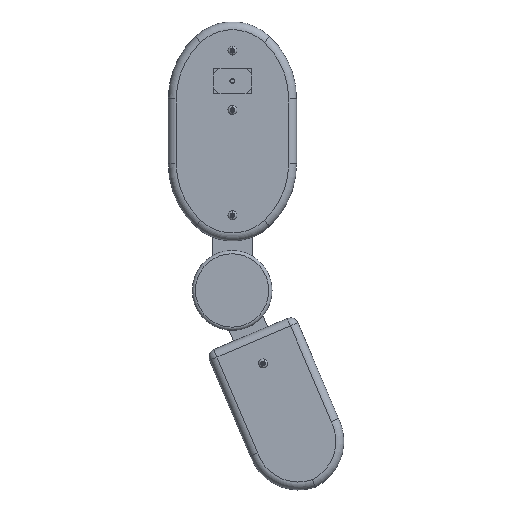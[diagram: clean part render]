
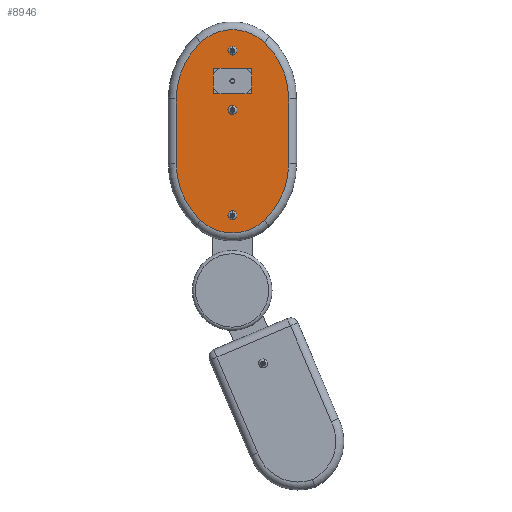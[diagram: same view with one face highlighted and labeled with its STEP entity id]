
A CAD part, left-side view. The second image highlights one B-rep face of the part: STEP entity #8946.
In plain terms, the highlighted face is planar.
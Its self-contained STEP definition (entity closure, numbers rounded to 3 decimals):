
#1078=CIRCLE('',#9665,1.6);
#1079=CIRCLE('',#9666,1.6);
#1080=CIRCLE('',#9667,1.6);
#1081=CIRCLE('',#9668,48.69);
#1082=CIRCLE('',#9669,29.);
#1083=CIRCLE('',#9670,48.69);
#1084=CIRCLE('',#9671,48.69);
#1085=CIRCLE('',#9672,29.);
#1086=CIRCLE('',#9673,48.69);
#3180=ORIENTED_EDGE('',*,*,#4416,.F.);
#3181=ORIENTED_EDGE('',*,*,#4417,.F.);
#3182=ORIENTED_EDGE('',*,*,#4418,.F.);
#3183=ORIENTED_EDGE('',*,*,#4419,.T.);
#3184=ORIENTED_EDGE('',*,*,#4420,.T.);
#3185=ORIENTED_EDGE('',*,*,#4421,.T.);
#3186=ORIENTED_EDGE('',*,*,#4422,.T.);
#3187=ORIENTED_EDGE('',*,*,#4423,.T.);
#3188=ORIENTED_EDGE('',*,*,#4424,.T.);
#3189=ORIENTED_EDGE('',*,*,#4425,.T.);
#3190=ORIENTED_EDGE('',*,*,#4426,.T.);
#3191=ORIENTED_EDGE('',*,*,#4427,.T.);
#3192=ORIENTED_EDGE('',*,*,#4428,.T.);
#3193=ORIENTED_EDGE('',*,*,#4429,.T.);
#3194=ORIENTED_EDGE('',*,*,#4430,.T.);
#4416=EDGE_CURVE('',#5186,#5186,#1078,.T.);
#4417=EDGE_CURVE('',#5187,#5187,#1079,.T.);
#4418=EDGE_CURVE('',#5188,#5188,#1080,.T.);
#4419=EDGE_CURVE('',#5189,#5190,#1081,.T.);
#4420=EDGE_CURVE('',#5190,#5191,#1082,.T.);
#4421=EDGE_CURVE('',#5191,#5192,#1083,.T.);
#4422=EDGE_CURVE('',#5192,#5193,#5639,.T.);
#4423=EDGE_CURVE('',#5193,#5194,#1084,.T.);
#4424=EDGE_CURVE('',#5194,#5195,#1085,.T.);
#4425=EDGE_CURVE('',#5195,#5196,#1086,.T.);
#4426=EDGE_CURVE('',#5196,#5189,#5640,.T.);
#4427=EDGE_CURVE('',#5197,#5198,#5641,.T.);
#4428=EDGE_CURVE('',#5198,#5199,#5642,.T.);
#4429=EDGE_CURVE('',#5199,#5200,#5643,.T.);
#4430=EDGE_CURVE('',#5200,#5197,#5644,.T.);
#5186=VERTEX_POINT('',#17936);
#5187=VERTEX_POINT('',#17938);
#5188=VERTEX_POINT('',#17940);
#5189=VERTEX_POINT('',#17942);
#5190=VERTEX_POINT('',#17943);
#5191=VERTEX_POINT('',#17945);
#5192=VERTEX_POINT('',#17947);
#5193=VERTEX_POINT('',#17949);
#5194=VERTEX_POINT('',#17951);
#5195=VERTEX_POINT('',#17953);
#5196=VERTEX_POINT('',#17955);
#5197=VERTEX_POINT('',#17958);
#5198=VERTEX_POINT('',#17959);
#5199=VERTEX_POINT('',#17961);
#5200=VERTEX_POINT('',#17963);
#5639=LINE('',#17948,#6078);
#5640=LINE('',#17956,#6079);
#5641=LINE('',#17957,#6080);
#5642=LINE('',#17960,#6081);
#5643=LINE('',#17962,#6082);
#5644=LINE('',#17964,#6083);
#6078=VECTOR('',#11457,1000.);
#6079=VECTOR('',#11464,1000.);
#6080=VECTOR('',#11465,1000.);
#6081=VECTOR('',#11466,1000.);
#6082=VECTOR('',#11467,1000.);
#6083=VECTOR('',#11468,1000.);
#6555=EDGE_LOOP('',(#3180));
#6556=EDGE_LOOP('',(#3181));
#6557=EDGE_LOOP('',(#3182));
#6558=EDGE_LOOP('',(#3183,#3184,#3185,#3186,#3187,#3188,#3189,#3190));
#6559=EDGE_LOOP('',(#3191,#3192,#3193,#3194));
#7063=FACE_BOUND('',#6555,.T.);
#7064=FACE_BOUND('',#6556,.T.);
#7065=FACE_BOUND('',#6557,.T.);
#7066=FACE_BOUND('',#6558,.T.);
#7067=FACE_BOUND('',#6559,.T.);
#7198=PLANE('',#9664);
#8946=ADVANCED_FACE('',(#7063,#7064,#7065,#7066,#7067),#7198,.T.);
#9664=AXIS2_PLACEMENT_3D('',#17934,#11443,#11444);
#9665=AXIS2_PLACEMENT_3D('',#17935,#11445,#11446);
#9666=AXIS2_PLACEMENT_3D('',#17937,#11447,#11448);
#9667=AXIS2_PLACEMENT_3D('',#17939,#11449,#11450);
#9668=AXIS2_PLACEMENT_3D('',#17941,#11451,#11452);
#9669=AXIS2_PLACEMENT_3D('',#17944,#11453,#11454);
#9670=AXIS2_PLACEMENT_3D('',#17946,#11455,#11456);
#9671=AXIS2_PLACEMENT_3D('',#17950,#11458,#11459);
#9672=AXIS2_PLACEMENT_3D('',#17952,#11460,#11461);
#9673=AXIS2_PLACEMENT_3D('',#17954,#11462,#11463);
#11443=DIRECTION('',(1.,0.,0.));
#11444=DIRECTION('',(0.,0.,-1.));
#11445=DIRECTION('',(1.,0.,0.));
#11446=DIRECTION('',(0.,0.,-1.));
#11447=DIRECTION('',(1.,0.,0.));
#11448=DIRECTION('',(0.,0.,-1.));
#11449=DIRECTION('',(1.,0.,0.));
#11450=DIRECTION('',(0.,0.,-1.));
#11451=DIRECTION('',(1.,0.,0.));
#11452=DIRECTION('',(0.,0.,-1.));
#11453=DIRECTION('',(1.,0.,0.));
#11454=DIRECTION('',(0.,0.,-1.));
#11455=DIRECTION('',(1.,0.,0.));
#11456=DIRECTION('',(0.,0.,-1.));
#11457=DIRECTION('',(0.,0.,1.));
#11458=DIRECTION('',(1.,0.,0.));
#11459=DIRECTION('',(0.,0.,-1.));
#11460=DIRECTION('',(1.,0.,0.));
#11461=DIRECTION('',(0.,0.,-1.));
#11462=DIRECTION('',(1.,0.,0.));
#11463=DIRECTION('',(0.,0.,-1.));
#11464=DIRECTION('',(0.,0.,-1.));
#11465=DIRECTION('',(0.,1.,0.));
#11466=DIRECTION('',(0.,0.,-1.));
#11467=DIRECTION('',(0.,-1.,0.));
#11468=DIRECTION('',(0.,0.,1.));
#17934=CARTESIAN_POINT('',(10.,26.714,0.));
#17935=CARTESIAN_POINT('',(10.,40.202,-72.948));
#17936=CARTESIAN_POINT('',(10.,40.202,-74.548));
#17937=CARTESIAN_POINT('',(10.,40.202,-6.915));
#17938=CARTESIAN_POINT('',(10.,40.202,-8.515));
#17939=CARTESIAN_POINT('',(10.,40.202,30.345));
#17940=CARTESIAN_POINT('',(10.,40.202,28.745));
#17941=CARTESIAN_POINT('',(10.,53.69,-40.603));
#17942=CARTESIAN_POINT('',(10.,5.,-40.603));
#17943=CARTESIAN_POINT('',(10.,20.336,-76.076));
#17944=CARTESIAN_POINT('',(10.,40.202,-54.948));
#17945=CARTESIAN_POINT('',(10.,60.068,-76.076));
#17946=CARTESIAN_POINT('',(10.,26.714,-40.603));
#17947=CARTESIAN_POINT('',(10.,75.404,-40.603));
#17948=CARTESIAN_POINT('',(10.,75.404,0.));
#17949=CARTESIAN_POINT('',(10.,75.404,0.));
#17950=CARTESIAN_POINT('',(10.,26.714,0.));
#17951=CARTESIAN_POINT('',(10.,60.068,35.472));
#17952=CARTESIAN_POINT('',(10.,40.202,14.345));
#17953=CARTESIAN_POINT('',(10.,20.336,35.472));
#17954=CARTESIAN_POINT('',(10.,53.69,0.));
#17955=CARTESIAN_POINT('',(10.,5.,0.));
#17956=CARTESIAN_POINT('',(10.,5.,-40.603));
#17957=CARTESIAN_POINT('',(10.,26.714,19.245));
#17958=CARTESIAN_POINT('',(10.,28.202,19.245));
#17959=CARTESIAN_POINT('',(10.,52.202,19.245));
#17960=CARTESIAN_POINT('',(10.,52.202,0.));
#17961=CARTESIAN_POINT('',(10.,52.202,3.245));
#17962=CARTESIAN_POINT('',(10.,26.714,3.245));
#17963=CARTESIAN_POINT('',(10.,28.202,3.245));
#17964=CARTESIAN_POINT('',(10.,28.202,0.));
